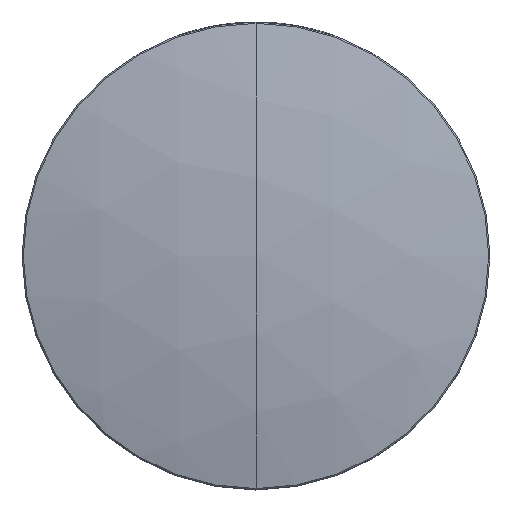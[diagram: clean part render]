
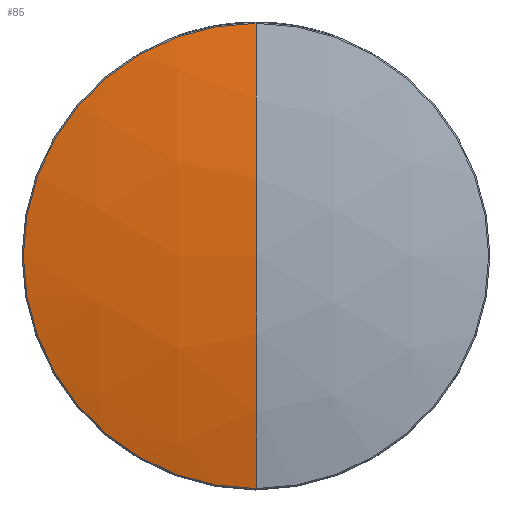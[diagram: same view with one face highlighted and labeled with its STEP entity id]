
A CAD part, top view. The second image highlights one B-rep face of the part: STEP entity #85.
In plain terms, the highlighted spherical face has radius 109.74 mm.
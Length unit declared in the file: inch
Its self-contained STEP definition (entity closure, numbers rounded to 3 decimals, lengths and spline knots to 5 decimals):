
#11 = AXIS2_PLACEMENT_3D ( 'NONE', #2834, #1183, #3116 ) ;
#85 = ADVANCED_FACE ( 'NONE', ( #2495 ), #953, .T. ) ;
#250 = CARTESIAN_POINT ( 'NONE',  ( 0., 0., -3.84803 ) ) ;
#299 = ORIENTED_EDGE ( 'NONE', *, *, #2069, .F. ) ;
#449 = DIRECTION ( 'NONE',  ( -1., 0., 0. ) ) ;
#523 = DIRECTION ( 'NONE',  ( 0., 0., 1. ) ) ;
#650 = CIRCLE ( 'NONE', #2942, 0.99443 ) ;
#695 = VERTEX_POINT ( 'NONE', #705 ) ;
#702 = DIRECTION ( 'NONE',  ( 0., 1., 0. ) ) ;
#705 = CARTESIAN_POINT ( 'NONE',  ( 0., 0., 0.47244 ) ) ;
#953 = SPHERICAL_SURFACE ( 'NONE', #1851, 4.32047 ) ;
#981 = ORIENTED_EDGE ( 'NONE', *, *, #3033, .T. ) ;
#1020 = AXIS2_PLACEMENT_3D ( 'NONE', #2081, #449, #2360 ) ;
#1183 = DIRECTION ( 'NONE',  ( 1., 0., 0. ) ) ;
#1207 = AXIS2_PLACEMENT_3D ( 'NONE', #3108, #1454, #3386 ) ;
#1454 = DIRECTION ( 'NONE',  ( 0., 0., 1. ) ) ;
#1551 = ORIENTED_EDGE ( 'NONE', *, *, #2642, .T. ) ;
#1750 = CIRCLE ( 'NONE', #1020, 4.32047 ) ;
#1851 = AXIS2_PLACEMENT_3D ( 'NONE', #250, #3305, #702 ) ;
#1879 = VERTEX_POINT ( 'NONE', #2787 ) ;
#1926 = VERTEX_POINT ( 'NONE', #2714 ) ;
#1991 = ORIENTED_EDGE ( 'NONE', *, *, #3213, .T. ) ;
#2069 = EDGE_CURVE ( 'NONE', #3024, #695, #2530, .T. ) ;
#2081 = CARTESIAN_POINT ( 'NONE',  ( 0., 0., -3.84803 ) ) ;
#2147 = CARTESIAN_POINT ( 'NONE',  ( 0., 0., 0.35644 ) ) ;
#2360 = DIRECTION ( 'NONE',  ( 0., -1., 0. ) ) ;
#2428 = DIRECTION ( 'NONE',  ( 1., 0., 0. ) ) ;
#2495 = FACE_OUTER_BOUND ( 'NONE', #3161, .T. ) ;
#2530 = CIRCLE ( 'NONE', #11, 4.32047 ) ;
#2642 = EDGE_CURVE ( 'NONE', #3024, #1926, #650, .T. ) ;
#2714 = CARTESIAN_POINT ( 'NONE',  ( -0.99443, 0., 0.35644 ) ) ;
#2787 = CARTESIAN_POINT ( 'NONE',  ( 0., -0.99443, 0.35644 ) ) ;
#2834 = CARTESIAN_POINT ( 'NONE',  ( 0., 0., -3.84803 ) ) ;
#2942 = AXIS2_PLACEMENT_3D ( 'NONE', #2147, #523, #2428 ) ;
#3024 = VERTEX_POINT ( 'NONE', #3154 ) ;
#3033 = EDGE_CURVE ( 'NONE', #1879, #695, #1750, .T. ) ;
#3053 = CIRCLE ( 'NONE', #1207, 0.99443 ) ;
#3108 = CARTESIAN_POINT ( 'NONE',  ( 0., 0., 0.35644 ) ) ;
#3116 = DIRECTION ( 'NONE',  ( 0., 0., -1. ) ) ;
#3154 = CARTESIAN_POINT ( 'NONE',  ( 0., 0.99443, 0.35644 ) ) ;
#3161 = EDGE_LOOP ( 'NONE', ( #1991, #981, #299, #1551 ) ) ;
#3213 = EDGE_CURVE ( 'NONE', #1926, #1879, #3053, .T. ) ;
#3305 = DIRECTION ( 'NONE',  ( -1., 0., 0. ) ) ;
#3386 = DIRECTION ( 'NONE',  ( 1., 0., 0. ) ) ;
